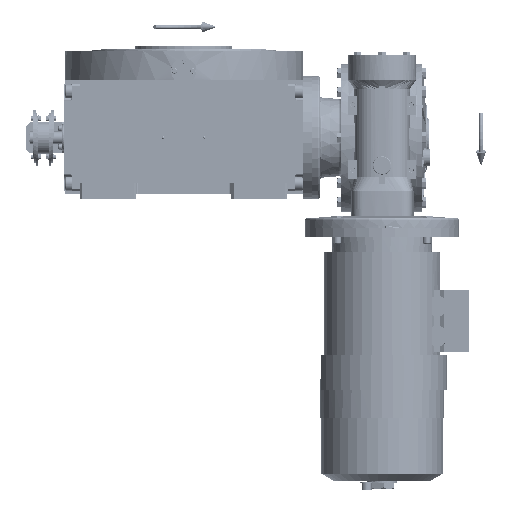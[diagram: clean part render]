
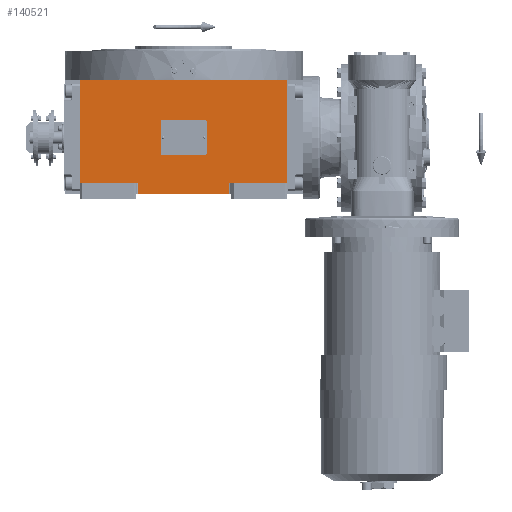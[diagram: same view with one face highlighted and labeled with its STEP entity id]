
A CAD part, top view. The second image highlights one B-rep face of the part: STEP entity #140521.
In plain terms, the highlighted planar face has unit normal (0, 0, 1).
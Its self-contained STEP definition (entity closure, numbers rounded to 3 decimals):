
#118 = CARTESIAN_POINT ( 'NONE',  ( 59., -59., 226. ) ) ;
#2333 = EDGE_LOOP ( 'NONE', ( #72321, #111822, #16112, #62527, #101708, #23655, #162382, #139335 ) ) ;
#3913 = VERTEX_POINT ( 'NONE', #61712 ) ;
#5339 = CARTESIAN_POINT ( 'NONE',  ( -135., -59., 226. ) ) ;
#11314 = DIRECTION ( 'NONE',  ( 1., 0., 0. ) ) ;
#12025 = PLANE ( 'NONE',  #140704 ) ;
#13316 = VECTOR ( 'NONE', #22977, 1000. ) ;
#16112 = ORIENTED_EDGE ( 'NONE', *, *, #155856, .T. ) ;
#22977 = DIRECTION ( 'NONE',  ( 1., 0., 0. ) ) ;
#23186 = EDGE_CURVE ( 'NONE', #3913, #86671, #83450, .T. ) ;
#23655 = ORIENTED_EDGE ( 'NONE', *, *, #174520, .F. ) ;
#23851 = LINE ( 'NONE', #105920, #13316 ) ;
#25434 = CARTESIAN_POINT ( 'NONE',  ( -135., 75., 226. ) ) ;
#27866 = DIRECTION ( 'NONE',  ( 1., 0., 0. ) ) ;
#30743 = EDGE_CURVE ( 'NONE', #50993, #137690, #52258, .T. ) ;
#32101 = VECTOR ( 'NONE', #150920, 1000. ) ;
#41896 = CARTESIAN_POINT ( 'NONE',  ( 135., 75., 226. ) ) ;
#48604 = VERTEX_POINT ( 'NONE', #143164 ) ;
#50198 = LINE ( 'NONE', #25434, #141719 ) ;
#50993 = VERTEX_POINT ( 'NONE', #105048 ) ;
#52258 = LINE ( 'NONE', #118, #130370 ) ;
#53766 = DIRECTION ( 'NONE',  ( 0., 1., 0. ) ) ;
#55832 = EDGE_CURVE ( 'NONE', #48604, #120843, #81107, .T. ) ;
#61712 = CARTESIAN_POINT ( 'NONE',  ( -135., -59., 226. ) ) ;
#62527 = ORIENTED_EDGE ( 'NONE', *, *, #55832, .T. ) ;
#65919 = LINE ( 'NONE', #144443, #130599 ) ;
#70214 = DIRECTION ( 'NONE',  ( 1., 0., 0. ) ) ;
#72321 = ORIENTED_EDGE ( 'NONE', *, *, #108543, .T. ) ;
#80011 = CARTESIAN_POINT ( 'NONE',  ( -135., -73., 226. ) ) ;
#81107 = LINE ( 'NONE', #118242, #173213 ) ;
#83450 = LINE ( 'NONE', #137286, #88901 ) ;
#85654 = CARTESIAN_POINT ( 'NONE',  ( -135., 75., 226. ) ) ;
#86128 = CARTESIAN_POINT ( 'NONE',  ( -59., -73., 226. ) ) ;
#86671 = VERTEX_POINT ( 'NONE', #159525 ) ;
#88901 = VECTOR ( 'NONE', #70214, 1000. ) ;
#101708 = ORIENTED_EDGE ( 'NONE', *, *, #154734, .F. ) ;
#103105 = CARTESIAN_POINT ( 'NONE',  ( 59., -73., 226. ) ) ;
#105048 = CARTESIAN_POINT ( 'NONE',  ( 59., -59., 226. ) ) ;
#105920 = CARTESIAN_POINT ( 'NONE',  ( -59., -73., 226. ) ) ;
#106087 = DIRECTION ( 'NONE',  ( 0., -1., 0. ) ) ;
#108543 = EDGE_CURVE ( 'NONE', #136469, #137690, #23851, .T. ) ;
#108754 = VECTOR ( 'NONE', #127134, 1000. ) ;
#111822 = ORIENTED_EDGE ( 'NONE', *, *, #30743, .F. ) ;
#113028 = LINE ( 'NONE', #5339, #108754 ) ;
#118242 = CARTESIAN_POINT ( 'NONE',  ( 135., -59., 226. ) ) ;
#120843 = VERTEX_POINT ( 'NONE', #41896 ) ;
#123770 = VERTEX_POINT ( 'NONE', #85654 ) ;
#125331 = CARTESIAN_POINT ( 'NONE',  ( 59., -59., 226. ) ) ;
#127134 = DIRECTION ( 'NONE',  ( 0., 1., 0. ) ) ;
#130370 = VECTOR ( 'NONE', #106087, 1000. ) ;
#130599 = VECTOR ( 'NONE', #174382, 1000. ) ;
#133820 = DIRECTION ( 'NONE',  ( 0., 0., 1. ) ) ;
#136469 = VERTEX_POINT ( 'NONE', #86128 ) ;
#137286 = CARTESIAN_POINT ( 'NONE',  ( -135., -59., 226. ) ) ;
#137690 = VERTEX_POINT ( 'NONE', #103105 ) ;
#138553 = LINE ( 'NONE', #125331, #32101 ) ;
#139335 = ORIENTED_EDGE ( 'NONE', *, *, #148440, .F. ) ;
#140521 = ADVANCED_FACE ( 'NONE', ( #159430 ), #12025, .T. ) ;
#140704 = AXIS2_PLACEMENT_3D ( 'NONE', #80011, #133820, #27866 ) ;
#141719 = VECTOR ( 'NONE', #11314, 1000. ) ;
#143164 = CARTESIAN_POINT ( 'NONE',  ( 135., -59., 226. ) ) ;
#144443 = CARTESIAN_POINT ( 'NONE',  ( -59., -73., 226. ) ) ;
#148440 = EDGE_CURVE ( 'NONE', #136469, #86671, #65919, .T. ) ;
#150920 = DIRECTION ( 'NONE',  ( 1., 0., 0. ) ) ;
#154734 = EDGE_CURVE ( 'NONE', #123770, #120843, #50198, .T. ) ;
#155856 = EDGE_CURVE ( 'NONE', #50993, #48604, #138553, .T. ) ;
#159430 = FACE_OUTER_BOUND ( 'NONE', #2333, .T. ) ;
#159525 = CARTESIAN_POINT ( 'NONE',  ( -59., -59., 226. ) ) ;
#162382 = ORIENTED_EDGE ( 'NONE', *, *, #23186, .T. ) ;
#173213 = VECTOR ( 'NONE', #53766, 1000. ) ;
#174382 = DIRECTION ( 'NONE',  ( 0., 1., 0. ) ) ;
#174520 = EDGE_CURVE ( 'NONE', #3913, #123770, #113028, .T. ) ;
